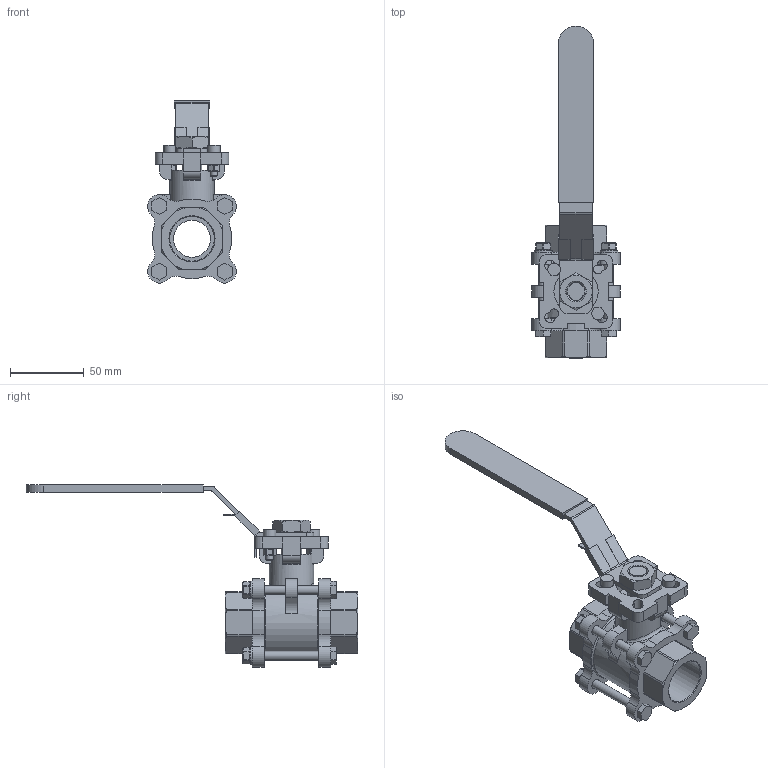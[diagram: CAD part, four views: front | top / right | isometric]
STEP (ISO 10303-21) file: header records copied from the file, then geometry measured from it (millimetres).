
FILE_DESCRIPTION(/* description */ ('Unknown'),/* implementation_level */ '2;1');
FILE_NAME(/* name */ '9323-06',/* time_stamp */ '2022-01-24T13:10:42+01:00',/* author */ ('Unknown'),/* organization */ ('Unknown'),/* preprocessor_version */ 'ST-DEVELOPER v16.7',/* originating_system */ 'Solid Edge',/* authorisation */ 'Unknown');
FILE_SCHEMA (('AUTOMOTIVE_DESIGN {1 0 10303 214 3 1 1}'));
Length unit declared in the file: millimetre
Products named in the file (14): 8.112.025; 8.112.025 ; DIN558_M_6x60.1.3; DIN126-M6; DIN934-M6.1.1; Hebel 025-032; Hebel 025_032; Ummantelung 025_032; DIN912_M5x16; Lasche025_032; DIN934_M5; Mutter M14 (flach); MutterM14
Assembly tree (24 placements, depth 3):
  8.112.025
    8.112.025
      8.112.025 
      DIN558_M_6x60.1.3  x4
      DIN126-M6  x4
      DIN934-M6.1.1  x4
    Hebel 025-032
      Hebel 025_032
      Ummantelung 025_032
    DIN912_M5x16  x2
    Lasche025_032
    DIN934_M5  x2
    Mutter M14 (flach)
      MutterM14
Bounding box: 59.99 x 225 x 123.47 mm (x, y, z)
Volume: 189298.9 mm3; surface area: 78458.3 mm2
Topology: 21 solids, 21 shells, 520 faces, 1374 edges, 903 vertices
Faces by surface type: plane 345, cylinder 117, cone 50, torus 6, bspline 2
Full cylindrical faces by diameter (mm): 4.134 x2, 5 x6, 6 x4, 6.6 x4, 7 x10, 8.5 x2, 12 x5, 14 x1, 25 x1, 30 x2, 30.291 x2, 50 x1
Entity records: 14079 total; most frequent: CARTESIAN_POINT 3095, DIRECTION 1870, ORIENTED_EDGE 1836, EDGE_CURVE 918, AXIS2_PLACEMENT_3D 654, VERTEX_POINT 622, LINE 562, VECTOR 562
